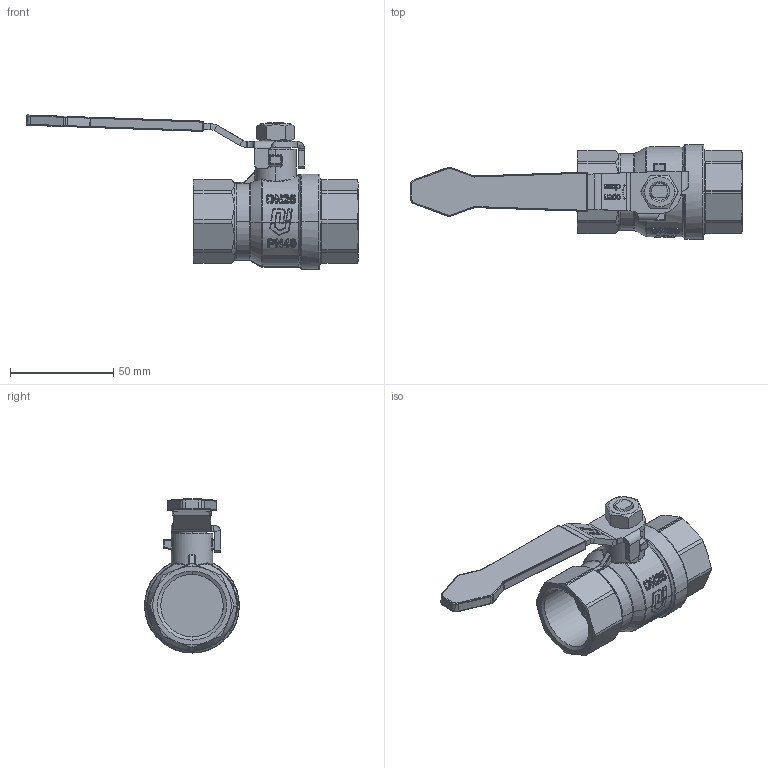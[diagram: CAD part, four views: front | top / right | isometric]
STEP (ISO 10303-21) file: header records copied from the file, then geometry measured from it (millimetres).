
FILE_DESCRIPTION(('HOOPS Exchange Step'),'2;1');
FILE_NAME('GK0200_DN25.stp','2025-02-21T09:14:31+01:00',('nieru'),('Unknown organisation'),'HOOPS Exchange 2024.2','HOOPS Exchange','Unknown authorisation');
FILE_SCHEMA( ('AP203_CONFIGURATION_CONTROLLED_3D_DESIGN_OF_MECHANICAL_PARTS_AND_ASSEMBLIES_MIM_LF') );
Length unit declared in the file: millimetre
Products named in the file (2): 0; root
Assembly tree (1 placements, depth 2):
  root
    0
Bounding box: 161.02 x 46 x 74.72 mm (x, y, z)
Volume: 91966.4 mm3; surface area: 27547.3 mm2
Topology: 3 solids, 4 shells, 1606 faces, 3909 edges, 2323 vertices
Faces by surface type: bspline 813, cylinder 415, plane 218, torus 98, cone 42, sphere 20
Full cylindrical faces by diameter (mm): 8.376 x1, 9.493 x2, 30.291 x2
Entity records: 106399 total; most frequent: CARTESIAN_POINT 74211, ORIENTED_EDGE 7776, DIRECTION 4639, EDGE_CURVE 3888, VERTEX_POINT 2323, AXIS2_PLACEMENT_3D 1923, B_SPLINE_CURVE_WITH_KNOTS 1907, EDGE_LOOP 1643
